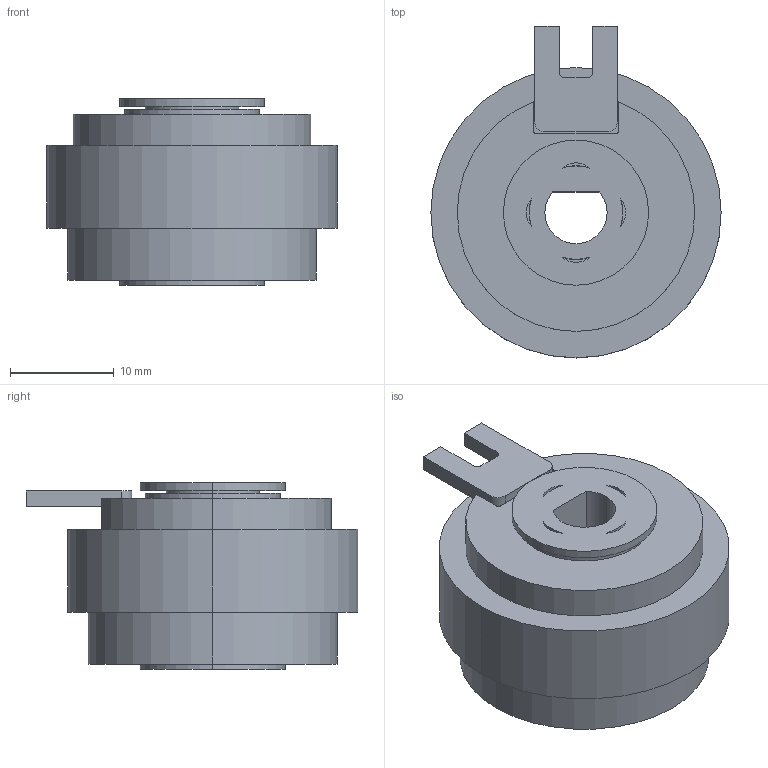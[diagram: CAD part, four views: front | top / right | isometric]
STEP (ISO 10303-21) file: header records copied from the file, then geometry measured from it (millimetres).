
FILE_DESCRIPTION (( 'STEP AP203' ), '1' );
FILE_NAME ('MIC 2.5T_25381400(‚P‘Ì).STEP', '2016-03-04T02:54:45', ( ' ' ), ( '' ), 'SwSTEP 2.0', 'SolidWorks 2009', '' );
FILE_SCHEMA (( 'CONFIG_CONTROL_DESIGN' ));
Length unit declared in the file: millimetre
Products named in the file (1): MIC 2.5T_25381400(１体)
Bounding box: 28 x 32 x 18 mm (x, y, z)
Volume: 8203 mm3; surface area: 4136.3 mm2
Topology: 1 solids, 1 shells, 84 faces, 230 edges, 152 vertices
Faces by surface type: cylinder 53, plane 31
Entity records: 2845 total; most frequent: DIRECTION 526, CARTESIAN_POINT 467, ORIENTED_EDGE 460, EDGE_CURVE 230, AXIS2_PLACEMENT_3D 211, VERTEX_POINT 152, CIRCLE 126, EDGE_LOOP 108
